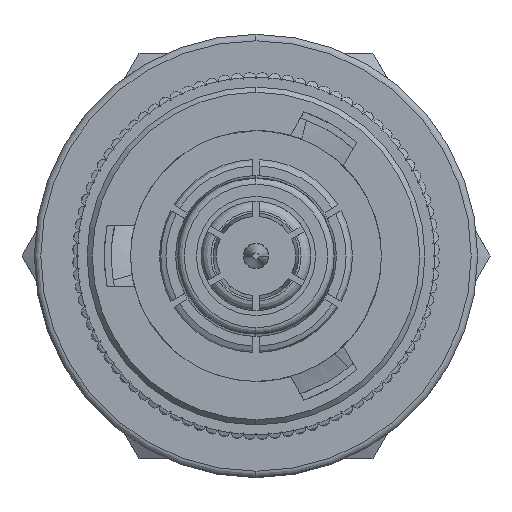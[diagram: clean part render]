
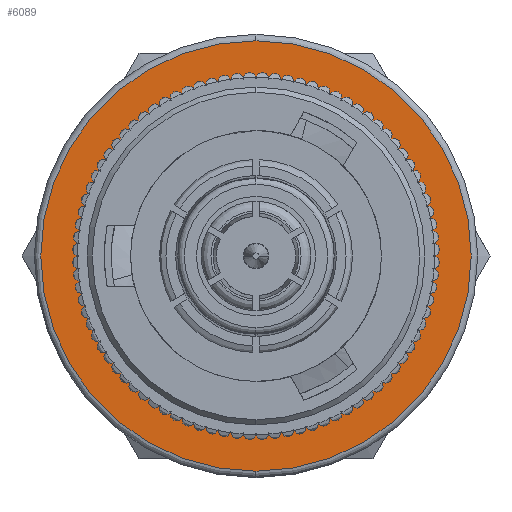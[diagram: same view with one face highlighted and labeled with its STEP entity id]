
A CAD part, left-side view. The second image highlights one B-rep face of the part: STEP entity #6089.
In plain terms, the highlighted planar face has unit normal (-1, 0, 0).
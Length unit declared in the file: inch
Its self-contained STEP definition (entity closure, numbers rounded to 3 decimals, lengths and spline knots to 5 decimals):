
#56 = EDGE_CURVE ( 'NONE', #41093, #2469, #63487, .T. ) ;
#88 = VECTOR ( 'NONE', #51555, 39.37008 ) ;
#179 = EDGE_CURVE ( 'NONE', #41093, #38181, #43920, .T. ) ;
#513 = CARTESIAN_POINT ( 'NONE',  ( -0.87874, 0., 0. ) ) ;
#585 = ORIENTED_EDGE ( 'NONE', *, *, #3686, .T. ) ;
#1564 = DIRECTION ( 'NONE',  ( 1., 0., 0. ) ) ;
#2469 = VERTEX_POINT ( 'NONE', #35021 ) ;
#3623 = FACE_BOUND ( 'NONE', #44523, .T. ) ;
#3686 = EDGE_CURVE ( 'NONE', #2469, #7798, #56582, .T. ) ;
#4042 = AXIS2_PLACEMENT_3D ( 'NONE', #513, #41602, #25248 ) ;
#6089 = ADVANCED_FACE ( 'NONE', ( #3623, #45048 ), #60739, .F. ) ;
#7798 = VERTEX_POINT ( 'NONE', #28031 ) ;
#10397 = CARTESIAN_POINT ( 'NONE',  ( -0.87874, 0.10897, 0.225 ) ) ;
#12582 = DIRECTION ( 'NONE',  ( 0., 0., -1. ) ) ;
#15421 = DIRECTION ( 'NONE',  ( 1., 0., 0. ) ) ;
#16007 = CARTESIAN_POINT ( 'NONE',  ( -0.87874, 0., -0.33449 ) ) ;
#16741 = EDGE_CURVE ( 'NONE', #24758, #58388, #54486, .T. ) ;
#18998 = DIRECTION ( 'NONE',  ( 1., 0., 0. ) ) ;
#19792 = AXIS2_PLACEMENT_3D ( 'NONE', #44721, #18998, #45369 ) ;
#20458 = CARTESIAN_POINT ( 'NONE',  ( -0.87874, 0., 0. ) ) ;
#22221 = CIRCLE ( 'NONE', #4042, 0.33449 ) ;
#24758 = VERTEX_POINT ( 'NONE', #35482 ) ;
#25248 = DIRECTION ( 'NONE',  ( 0., 0., -1. ) ) ;
#25674 = AXIS2_PLACEMENT_3D ( 'NONE', #20458, #15421, #51494 ) ;
#25822 = EDGE_CURVE ( 'NONE', #58388, #24758, #22221, .T. ) ;
#28031 = CARTESIAN_POINT ( 'NONE',  ( -0.87874, 0.10897, -0.225 ) ) ;
#29217 = DIRECTION ( 'NONE',  ( 0., 1., 0. ) ) ;
#29691 = DIRECTION ( 'NONE',  ( 0., 0., -1. ) ) ;
#35021 = CARTESIAN_POINT ( 'NONE',  ( -0.87874, -0.10897, -0.225 ) ) ;
#35482 = CARTESIAN_POINT ( 'NONE',  ( -0.87874, 0., 0.33449 ) ) ;
#38181 = VERTEX_POINT ( 'NONE', #10397 ) ;
#38435 = CARTESIAN_POINT ( 'NONE',  ( -0.87874, -0.10897, 0.225 ) ) ;
#41093 = VERTEX_POINT ( 'NONE', #38435 ) ;
#41139 = ORIENTED_EDGE ( 'NONE', *, *, #56, .T. ) ;
#41602 = DIRECTION ( 'NONE',  ( 1., 0., 0. ) ) ;
#42982 = ORIENTED_EDGE ( 'NONE', *, *, #47855, .T. ) ;
#43920 = LINE ( 'NONE', #59607, #48547 ) ;
#44209 = ORIENTED_EDGE ( 'NONE', *, *, #179, .F. ) ;
#44523 = EDGE_LOOP ( 'NONE', ( #42982, #44209, #41139, #585 ) ) ;
#44721 = CARTESIAN_POINT ( 'NONE',  ( -0.87874, 0.33449, 0. ) ) ;
#45048 = FACE_OUTER_BOUND ( 'NONE', #47884, .T. ) ;
#45369 = DIRECTION ( 'NONE',  ( 0., 0., -1. ) ) ;
#47288 = AXIS2_PLACEMENT_3D ( 'NONE', #58688, #1564, #12582 ) ;
#47855 = EDGE_CURVE ( 'NONE', #7798, #38181, #55829, .T. ) ;
#47884 = EDGE_LOOP ( 'NONE', ( #56854, #48436 ) ) ;
#48436 = ORIENTED_EDGE ( 'NONE', *, *, #16741, .F. ) ;
#48547 = VECTOR ( 'NONE', #29217, 39.37008 ) ;
#50898 = CARTESIAN_POINT ( 'NONE',  ( -0.87874, -0.34449, -0.225 ) ) ;
#51494 = DIRECTION ( 'NONE',  ( 0., 0., -1. ) ) ;
#51555 = DIRECTION ( 'NONE',  ( 0., 1., 0. ) ) ;
#54486 = CIRCLE ( 'NONE', #25674, 0.33449 ) ;
#55829 = CIRCLE ( 'NONE', #47288, 0.25 ) ;
#56005 = AXIS2_PLACEMENT_3D ( 'NONE', #59433, #58776, #29691 ) ;
#56582 = LINE ( 'NONE', #50898, #88 ) ;
#56854 = ORIENTED_EDGE ( 'NONE', *, *, #25822, .F. ) ;
#58388 = VERTEX_POINT ( 'NONE', #16007 ) ;
#58688 = CARTESIAN_POINT ( 'NONE',  ( -0.87874, 0., 0. ) ) ;
#58776 = DIRECTION ( 'NONE',  ( 1., 0., 0. ) ) ;
#59433 = CARTESIAN_POINT ( 'NONE',  ( -0.87874, 0., 0. ) ) ;
#59607 = CARTESIAN_POINT ( 'NONE',  ( -0.87874, -0.34449, 0.225 ) ) ;
#60739 = PLANE ( 'NONE',  #19792 ) ;
#63487 = CIRCLE ( 'NONE', #56005, 0.25 ) ;
